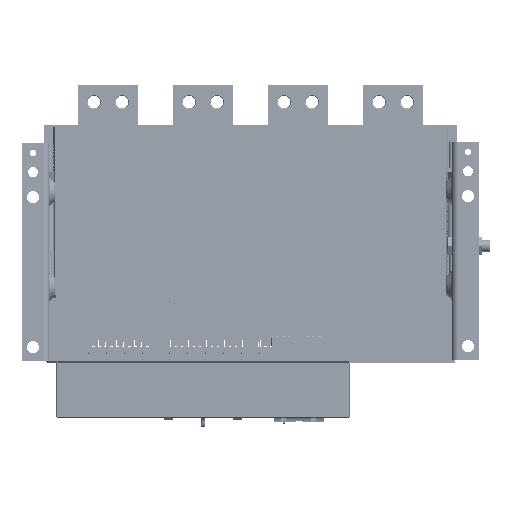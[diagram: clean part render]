
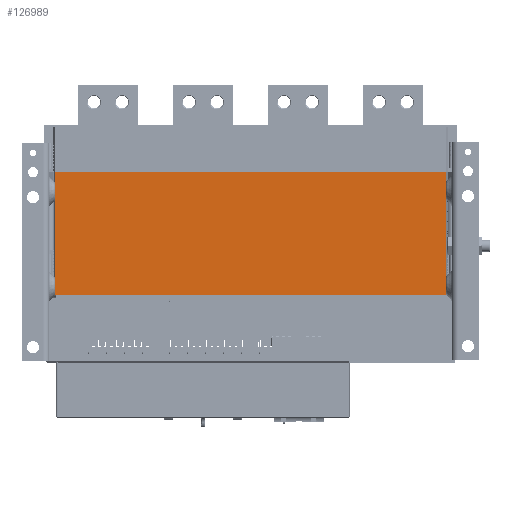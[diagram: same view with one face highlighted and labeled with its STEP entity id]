
A CAD part, front view. The second image highlights one B-rep face of the part: STEP entity #126989.
In plain terms, the highlighted planar face has unit normal (0, -1, -0.008).
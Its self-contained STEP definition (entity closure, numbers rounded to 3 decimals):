
#1568=DIRECTION('',(-1.,0.,0.));
#1569=VECTOR('',#1568,391.);
#1570=CARTESIAN_POINT('',(402.,0.,123.));
#1571=LINE('',#1570,#1569);
#1612=DIRECTION('',(-1.,0.,0.));
#1613=VECTOR('',#1612,387.5);
#1614=CARTESIAN_POINT('',(400.,1.,0.));
#1615=LINE('',#1614,#1613);
#5570=DIRECTION('',(1.,0.,0.));
#5571=VECTOR('',#5570,2.);
#5572=CARTESIAN_POINT('',(400.,1.,0.));
#5573=LINE('',#5572,#5571);
#5591=DIRECTION('',(0.,-0.008,1.));
#5592=VECTOR('',#5591,123.004);
#5593=CARTESIAN_POINT('',(402.,1.,0.));
#5594=LINE('',#5593,#5592);
#19464=DIRECTION('',(1.,0.,0.));
#19465=VECTOR('',#19464,1.5);
#19466=CARTESIAN_POINT('',(11.,1.,0.));
#19467=LINE('',#19466,#19465);
#19951=DIRECTION('',(0.,0.008,-1.));
#19952=VECTOR('',#19951,123.004);
#19953=CARTESIAN_POINT('',(11.,0.,123.));
#19954=LINE('',#19953,#19952);
#98032=CARTESIAN_POINT('',(12.5,1.,0.));
#98034=VERTEX_POINT('',#98032);
#98062=CARTESIAN_POINT('',(11.,1.,0.));
#98063=VERTEX_POINT('',#98062);
#100532=CARTESIAN_POINT('',(400.,1.,0.));
#100534=VERTEX_POINT('',#100532);
#100542=CARTESIAN_POINT('',(402.,1.,0.));
#100543=VERTEX_POINT('',#100542);
#100546=CARTESIAN_POINT('',(11.,0.,123.));
#100547=VERTEX_POINT('',#100546);
#100548=CARTESIAN_POINT('',(402.,0.,123.));
#100549=VERTEX_POINT('',#100548);
#126971=CARTESIAN_POINT('',(206.5,0.5,61.5));
#126972=DIRECTION('',(0.,1.,0.008));
#126973=DIRECTION('',(0.,-0.008,1.));
#126974=AXIS2_PLACEMENT_3D('',#126971,#126972,#126973);
#126975=PLANE('',#126974);
#126977=ORIENTED_EDGE('',*,*,#126976,.T.);
#126979=ORIENTED_EDGE('',*,*,#126978,.F.);
#126981=ORIENTED_EDGE('',*,*,#126980,.F.);
#126982=ORIENTED_EDGE('',*,*,#126938,.F.);
#126984=ORIENTED_EDGE('',*,*,#126983,.F.);
#126986=ORIENTED_EDGE('',*,*,#126985,.F.);
#126987=EDGE_LOOP('',(#126977,#126979,#126981,#126982,#126984,#126986));
#126988=FACE_OUTER_BOUND('',#126987,.F.);
#126989=ADVANCED_FACE('',(#126988),#126975,.F.);
#126938=EDGE_CURVE('',#100549,#100547,#1571,.T.);
#126976=EDGE_CURVE('',#100534,#98034,#1615,.T.);
#126978=EDGE_CURVE('',#98063,#98034,#19467,.T.);
#126980=EDGE_CURVE('',#100547,#98063,#19954,.T.);
#126983=EDGE_CURVE('',#100543,#100549,#5594,.T.);
#126985=EDGE_CURVE('',#100534,#100543,#5573,.T.);
